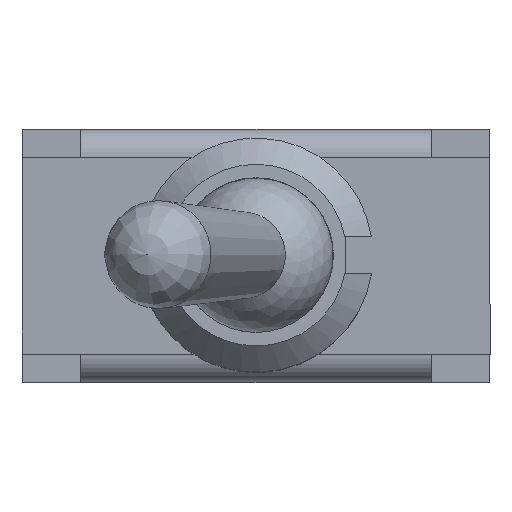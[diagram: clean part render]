
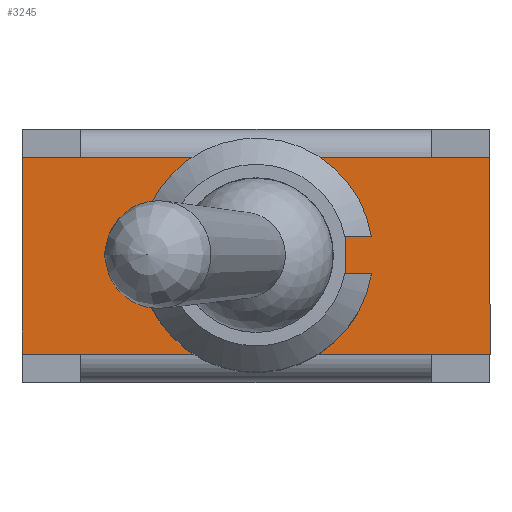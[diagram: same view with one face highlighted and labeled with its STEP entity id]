
A CAD part, top view. The second image highlights one B-rep face of the part: STEP entity #3245.
In plain terms, the highlighted planar face has unit normal (0, 0, 1).
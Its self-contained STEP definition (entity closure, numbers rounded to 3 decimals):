
#2145=CARTESIAN_POINT('',(-4.75,2.67,8.7));
#2146=VERTEX_POINT('',#2145);
#2889=CARTESIAN_POINT('',(-6.35,2.67,8.7));
#2890=VERTEX_POINT('',#2889);
#2897=CARTESIAN_POINT('',(-4.75,2.67,8.7));
#2898=DIRECTION('',(-1.0,0.0,0.0));
#2899=VECTOR('',#2898,1.6);
#2900=LINE('',#2897,#2899);
#2901=EDGE_CURVE('',#2146,#2890,#2900,.T.);
#2918=CARTESIAN_POINT('',(-6.35,-2.67,8.7));
#2919=VERTEX_POINT('',#2918);
#2936=CARTESIAN_POINT('',(-4.75,-2.67,8.7));
#2937=VERTEX_POINT('',#2936);
#2944=CARTESIAN_POINT('',(-4.75,-2.67,8.7));
#2945=DIRECTION('',(-1.0,0.0,0.0));
#2946=VECTOR('',#2945,1.6);
#2947=LINE('',#2944,#2946);
#2948=EDGE_CURVE('',#2937,#2919,#2947,.T.);
#2965=CARTESIAN_POINT('',(-6.35,2.67,8.7));
#2966=DIRECTION('',(0.0,-1.0,0.0));
#2967=VECTOR('',#2966,5.34);
#2968=LINE('',#2965,#2967);
#2969=EDGE_CURVE('',#2890,#2919,#2968,.T.);
#3015=CARTESIAN_POINT('',(6.35,-2.67,8.7));
#3016=VERTEX_POINT('',#3015);
#3023=CARTESIAN_POINT('',(4.75,-2.67,8.7));
#3024=VERTEX_POINT('',#3023);
#3025=CARTESIAN_POINT('',(4.75,-2.67,8.7));
#3026=DIRECTION('',(1.0,0.0,0.0));
#3027=VECTOR('',#3026,1.6);
#3028=LINE('',#3025,#3027);
#3029=EDGE_CURVE('',#3024,#3016,#3028,.T.);
#3053=CARTESIAN_POINT('',(6.35,2.67,8.7));
#3054=VERTEX_POINT('',#3053);
#3071=CARTESIAN_POINT('',(4.75,2.67,8.7));
#3072=VERTEX_POINT('',#3071);
#3079=CARTESIAN_POINT('',(4.75,2.67,8.7));
#3080=DIRECTION('',(1.0,0.0,0.0));
#3081=VECTOR('',#3080,1.6);
#3082=LINE('',#3079,#3081);
#3083=EDGE_CURVE('',#3072,#3054,#3082,.T.);
#3101=CARTESIAN_POINT('',(6.35,-2.67,8.7));
#3102=DIRECTION('',(0.0,1.0,0.0));
#3103=VECTOR('',#3102,5.34);
#3104=LINE('',#3101,#3103);
#3105=EDGE_CURVE('',#3016,#3054,#3104,.T.);
#3214=CARTESIAN_POINT('',(-4.75,2.67,8.7));
#3215=DIRECTION('',(1.0,0.0,0.0));
#3216=VECTOR('',#3215,9.5);
#3217=LINE('',#3214,#3216);
#3218=EDGE_CURVE('',#2146,#3072,#3217,.T.);
#3225=CARTESIAN_POINT('',(0.0,2.67,8.7));
#3226=DIRECTION('',(0.0,0.0,1.0));
#3227=DIRECTION('',(1.0,0.0,0.0));
#3228=AXIS2_PLACEMENT_3D('',#3225,#3226,#3227);
#3229=PLANE('',#3228);
#3230=CARTESIAN_POINT('',(-4.75,-2.67,8.7));
#3231=DIRECTION('',(1.0,0.0,0.0));
#3232=VECTOR('',#3231,9.5);
#3233=LINE('',#3230,#3232);
#3234=EDGE_CURVE('',#2937,#3024,#3233,.T.);
#3235=ORIENTED_EDGE('',*,*,#3234,.T.);
#3236=ORIENTED_EDGE('',*,*,#3029,.T.);
#3237=ORIENTED_EDGE('',*,*,#3105,.T.);
#3238=ORIENTED_EDGE('',*,*,#3083,.F.);
#3239=ORIENTED_EDGE('',*,*,#3218,.F.);
#3240=ORIENTED_EDGE('',*,*,#2901,.T.);
#3241=ORIENTED_EDGE('',*,*,#2969,.T.);
#3242=ORIENTED_EDGE('',*,*,#2948,.F.);
#3243=EDGE_LOOP('',(#3235,#3236,#3237,#3238,#3239,#3240,#3241,#3242));
#3244=FACE_OUTER_BOUND('',#3243,.T.);
#3245=ADVANCED_FACE('',(#3244),#3229,.T.);
